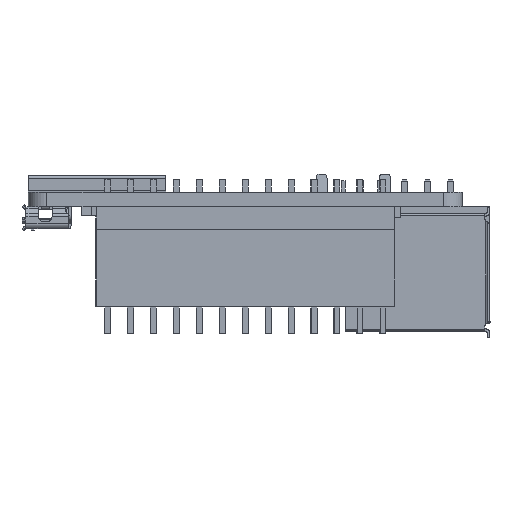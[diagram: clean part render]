
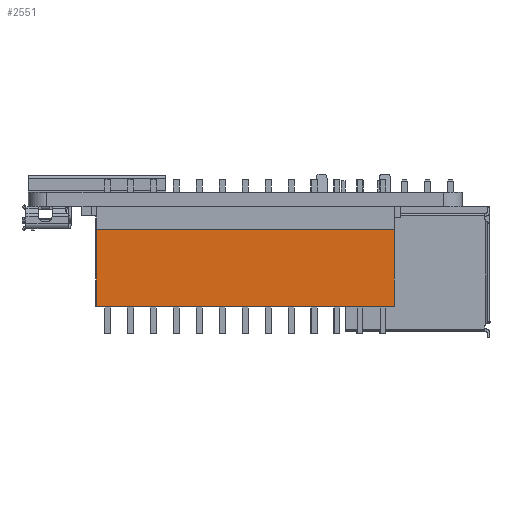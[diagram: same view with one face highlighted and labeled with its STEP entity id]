
A CAD part, front view. The second image highlights one B-rep face of the part: STEP entity #2551.
In plain terms, the highlighted planar face has unit normal (0, -1, 0).
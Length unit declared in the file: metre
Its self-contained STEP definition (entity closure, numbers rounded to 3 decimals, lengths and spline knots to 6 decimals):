
#2551 = ADVANCED_FACE( '', ( #6312 ), #6313, .T. );
#6312 = FACE_OUTER_BOUND( '', #11541, .T. );
#6313 = PLANE( '', #11542 );
#11541 = EDGE_LOOP( '', ( #18622, #18623, #18624, #18625 ) );
#11542 = AXIS2_PLACEMENT_3D( '', #18626, #18627, #18628 );
#18622 = ORIENTED_EDGE( '', *, *, #32159, .F. );
#18623 = ORIENTED_EDGE( '', *, *, #31061, .T. );
#18624 = ORIENTED_EDGE( '', *, *, #32160, .T. );
#18625 = ORIENTED_EDGE( '', *, *, #32161, .F. );
#18626 = CARTESIAN_POINT( '', ( -0.021011, -0.002635, 0.008502 ) );
#18627 = DIRECTION( '', ( 0., -1., 0. ) );
#18628 = DIRECTION( '', ( 1., 0., 0. ) );
#31061 = EDGE_CURVE( '', #37514, #37515, #37516, .T. );
#32159 = EDGE_CURVE( '', #37514, #39351, #39352, .T. );
#32160 = EDGE_CURVE( '', #37515, #39353, #39354, .T. );
#32161 = EDGE_CURVE( '', #39351, #39353, #39355, .T. );
#37514 = VERTEX_POINT( '', #46761 );
#37515 = VERTEX_POINT( '', #46762 );
#37516 = LINE( '', #46763, #46764 );
#39351 = VERTEX_POINT( '', #49488 );
#39352 = LINE( '', #49489, #49490 );
#39353 = VERTEX_POINT( '', #49491 );
#39354 = LINE( '', #49492, #49493 );
#39355 = LINE( '', #49494, #49495 );
#46761 = CARTESIAN_POINT( '', ( -0.004501, -0.002635, 0.0085 ) );
#46762 = CARTESIAN_POINT( '', ( -0.037521, -0.002635, 0.0085 ) );
#46763 = CARTESIAN_POINT( '', ( -0.021011, -0.002635, 0.0085 ) );
#46764 = VECTOR( '', #58282, 1. );
#49488 = CARTESIAN_POINT( '', ( -0.004501, -0.002635, 0. ) );
#49489 = CARTESIAN_POINT( '', ( -0.004501, -0.002635, 0.008502 ) );
#49490 = VECTOR( '', #59351, 1. );
#49491 = CARTESIAN_POINT( '', ( -0.037521, -0.002635, 0. ) );
#49492 = CARTESIAN_POINT( '', ( -0.037521, -0.002635, 0.008502 ) );
#49493 = VECTOR( '', #59352, 1. );
#49494 = CARTESIAN_POINT( '', ( -0.021011, -0.002635, 0. ) );
#49495 = VECTOR( '', #59353, 1. );
#58282 = DIRECTION( '', ( -1., 0., 0. ) );
#59351 = DIRECTION( '', ( 0., 0., -1. ) );
#59352 = DIRECTION( '', ( 0., 0., -1. ) );
#59353 = DIRECTION( '', ( -1., 0., 0. ) );
